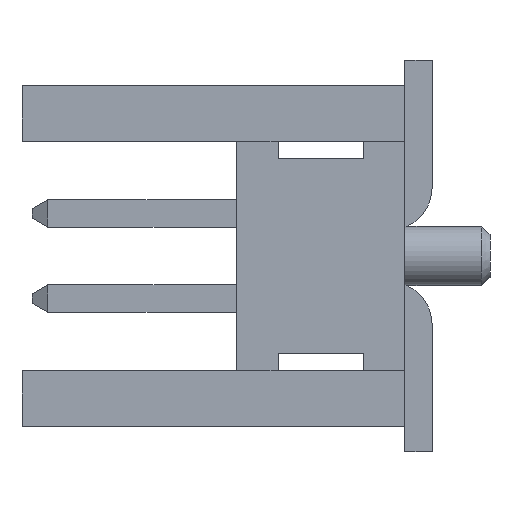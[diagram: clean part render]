
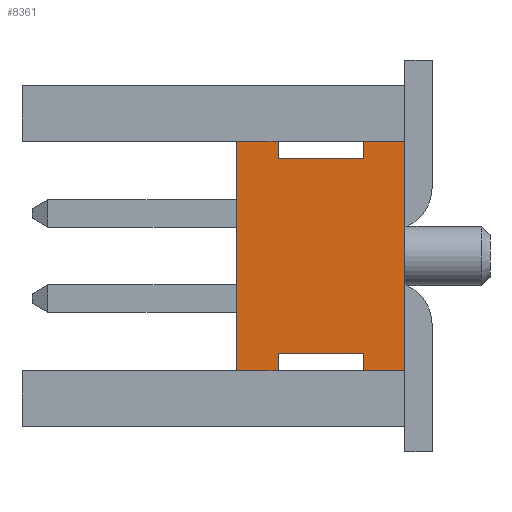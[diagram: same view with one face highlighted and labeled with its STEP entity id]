
A CAD part, left-side view. The second image highlights one B-rep face of the part: STEP entity #8361.
In plain terms, the highlighted planar face has unit normal (-1, 0, 0).
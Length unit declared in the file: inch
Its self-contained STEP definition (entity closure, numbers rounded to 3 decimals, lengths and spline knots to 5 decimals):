
#286=ORIENTED_EDGE('',*,*,#2694,.F.);
#287=ORIENTED_EDGE('',*,*,#2695,.F.);
#288=ORIENTED_EDGE('',*,*,#2585,.T.);
#289=ORIENTED_EDGE('',*,*,#2696,.T.);
#290=ORIENTED_EDGE('',*,*,#2576,.F.);
#291=ORIENTED_EDGE('',*,*,#2697,.F.);
#292=ORIENTED_EDGE('',*,*,#2698,.F.);
#293=ORIENTED_EDGE('',*,*,#2699,.F.);
#294=ORIENTED_EDGE('',*,*,#2581,.F.);
#295=ORIENTED_EDGE('',*,*,#2700,.F.);
#296=ORIENTED_EDGE('',*,*,#2589,.T.);
#297=ORIENTED_EDGE('',*,*,#2701,.F.);
#2576=EDGE_CURVE('',#3794,#3795,#4584,.T.);
#2581=EDGE_CURVE('',#3798,#3797,#4589,.T.);
#2585=EDGE_CURVE('',#3800,#3802,#4593,.T.);
#2589=EDGE_CURVE('',#3804,#3806,#4597,.T.);
#2694=EDGE_CURVE('',#3879,#3880,#4702,.T.);
#2695=EDGE_CURVE('',#3800,#3879,#4703,.T.);
#2696=EDGE_CURVE('',#3802,#3795,#4704,.T.);
#2697=EDGE_CURVE('',#3881,#3794,#4705,.T.);
#2698=EDGE_CURVE('',#3882,#3881,#4706,.T.);
#2699=EDGE_CURVE('',#3797,#3882,#4707,.T.);
#2700=EDGE_CURVE('',#3804,#3798,#4708,.T.);
#2701=EDGE_CURVE('',#3880,#3806,#4709,.T.);
#3794=VERTEX_POINT('',#11545);
#3795=VERTEX_POINT('',#11547);
#3797=VERTEX_POINT('',#11552);
#3798=VERTEX_POINT('',#11555);
#3800=VERTEX_POINT('',#11560);
#3802=VERTEX_POINT('',#11564);
#3804=VERTEX_POINT('',#11569);
#3806=VERTEX_POINT('',#11573);
#3879=VERTEX_POINT('',#11787);
#3880=VERTEX_POINT('',#11788);
#3881=VERTEX_POINT('',#11792);
#3882=VERTEX_POINT('',#11794);
#4584=LINE('',#11546,#5760);
#4589=LINE('',#11556,#5765);
#4593=LINE('',#11565,#5769);
#4597=LINE('',#11574,#5773);
#4702=LINE('',#11786,#5878);
#4703=LINE('',#11789,#5879);
#4704=LINE('',#11790,#5880);
#4705=LINE('',#11791,#5881);
#4706=LINE('',#11793,#5882);
#4707=LINE('',#11795,#5883);
#4708=LINE('',#11796,#5884);
#4709=LINE('',#11797,#5885);
#5760=VECTOR('',#9350,39.37008);
#5765=VECTOR('',#9357,39.37008);
#5769=VECTOR('',#9363,39.37008);
#5773=VECTOR('',#9369,39.37008);
#5878=VECTOR('',#9544,39.37008);
#5879=VECTOR('',#9545,39.37008);
#5880=VECTOR('',#9546,39.37008);
#5881=VECTOR('',#9547,39.37008);
#5882=VECTOR('',#9548,39.37008);
#5883=VECTOR('',#9549,39.37008);
#5884=VECTOR('',#9550,39.37008);
#5885=VECTOR('',#9551,39.37008);
#6953=EDGE_LOOP('',(#286,#287,#288,#289,#290,#291,#292,#293,#294,#295,#296,
#297));
#7443=FACE_BOUND('',#6953,.T.);
#7933=PLANE('',#8852);
#8361=ADVANCED_FACE('',(#7443),#7933,.F.);
#8852=AXIS2_PLACEMENT_3D('',#11785,#9542,#9543);
#9350=DIRECTION('',(0.,-1.,0.));
#9357=DIRECTION('',(0.,-1.,0.));
#9363=DIRECTION('',(0.,-1.,0.));
#9369=DIRECTION('',(0.,-1.,0.));
#9542=DIRECTION('',(1.,0.,0.));
#9543=DIRECTION('',(0.,0.,-1.));
#9544=DIRECTION('',(0.,1.,0.));
#9545=DIRECTION('',(0.,0.,1.));
#9546=DIRECTION('',(0.,0.,1.));
#9547=DIRECTION('',(0.,0.,1.));
#9548=DIRECTION('',(0.,-1.,0.));
#9549=DIRECTION('',(0.,0.,-1.));
#9550=DIRECTION('',(0.,0.,1.));
#9551=DIRECTION('',(0.,0.,-1.));
#11545=CARTESIAN_POINT('',(-0.25,0.0245,0.0675));
#11546=CARTESIAN_POINT('',(-0.25,0.099,0.0675));
#11547=CARTESIAN_POINT('',(-0.25,0.,0.0675));
#11552=CARTESIAN_POINT('',(-0.25,0.0745,0.0675));
#11555=CARTESIAN_POINT('',(-0.25,0.099,0.0675));
#11556=CARTESIAN_POINT('',(-0.25,0.099,0.0675));
#11560=CARTESIAN_POINT('',(-0.25,0.0245,-0.0675));
#11564=CARTESIAN_POINT('',(-0.25,0.,-0.0675));
#11565=CARTESIAN_POINT('',(-0.25,0.099,-0.0675));
#11569=CARTESIAN_POINT('',(-0.25,0.099,-0.0675));
#11573=CARTESIAN_POINT('',(-0.25,0.0745,-0.0675));
#11574=CARTESIAN_POINT('',(-0.25,0.099,-0.0675));
#11785=CARTESIAN_POINT('',(-0.25,0.099,-0.0675));
#11786=CARTESIAN_POINT('',(-0.25,0.0245,-0.0575));
#11787=CARTESIAN_POINT('',(-0.25,0.0245,-0.0575));
#11788=CARTESIAN_POINT('',(-0.25,0.0745,-0.0575));
#11789=CARTESIAN_POINT('',(-0.25,0.0245,-0.0675));
#11790=CARTESIAN_POINT('',(-0.25,0.,-0.0675));
#11791=CARTESIAN_POINT('',(-0.25,0.0245,0.0575));
#11792=CARTESIAN_POINT('',(-0.25,0.0245,0.0575));
#11793=CARTESIAN_POINT('',(-0.25,0.0745,0.0575));
#11794=CARTESIAN_POINT('',(-0.25,0.0745,0.0575));
#11795=CARTESIAN_POINT('',(-0.25,0.0745,0.0675));
#11796=CARTESIAN_POINT('',(-0.25,0.099,-0.0675));
#11797=CARTESIAN_POINT('',(-0.25,0.0745,-0.0575));
